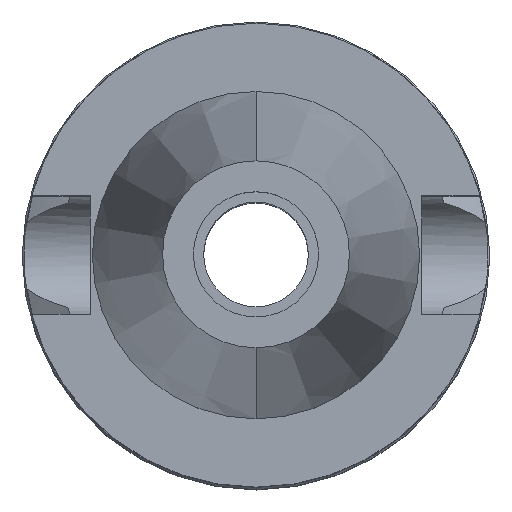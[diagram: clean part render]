
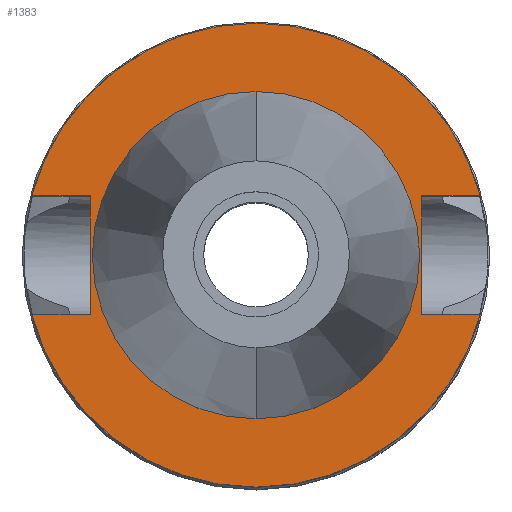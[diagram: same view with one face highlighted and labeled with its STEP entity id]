
A CAD part, top view. The second image highlights one B-rep face of the part: STEP entity #1383.
In plain terms, the highlighted planar face has unit normal (0, 0, 1).
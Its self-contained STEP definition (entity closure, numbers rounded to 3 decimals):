
#94=DIRECTION('',(0.,1.,0.));
#95=VECTOR('',#94,16.1);
#96=CARTESIAN_POINT('',(-22.5,-8.05,-2.));
#97=LINE('',#96,#95);
#101=DIRECTION('',(-1.,0.,0.));
#102=VECTOR('',#101,7.954);
#103=CARTESIAN_POINT('',(-22.5,8.05,-2.));
#104=LINE('',#103,#102);
#108=CARTESIAN_POINT('',(0.,0.,-2.));
#109=DIRECTION('',(0.,0.,-1.));
#110=DIRECTION('',(-0.967,0.256,0.));
#111=AXIS2_PLACEMENT_3D('',#108,#109,#110);
#116=CARTESIAN_POINT('',(0.,0.,-2.));
#117=DIRECTION('',(0.,0.,-1.));
#118=DIRECTION('',(0.,1.,0.));
#119=AXIS2_PLACEMENT_3D('',#116,#117,#118);
#124=DIRECTION('',(0.,-1.,0.));
#125=VECTOR('',#124,16.1);
#126=CARTESIAN_POINT('',(22.5,8.05,-2.));
#127=LINE('',#126,#125);
#131=DIRECTION('',(1.,0.,0.));
#132=VECTOR('',#131,7.954);
#133=CARTESIAN_POINT('',(22.5,-8.05,-2.));
#134=LINE('',#133,#132);
#138=CARTESIAN_POINT('',(0.,0.,-2.));
#139=DIRECTION('',(0.,0.,-1.));
#140=DIRECTION('',(0.967,-0.256,0.));
#141=AXIS2_PLACEMENT_3D('',#138,#139,#140);
#146=CARTESIAN_POINT('',(0.,0.,-2.));
#147=DIRECTION('',(0.,0.,-1.));
#148=DIRECTION('',(0.,-1.,0.));
#149=AXIS2_PLACEMENT_3D('',#146,#147,#148);
#154=CARTESIAN_POINT('',(0.,0.,-2.));
#155=DIRECTION('',(0.,0.,1.));
#156=DIRECTION('',(0.,-1.,0.));
#157=AXIS2_PLACEMENT_3D('',#154,#155,#156);
#162=CARTESIAN_POINT('',(0.,0.,-2.));
#163=DIRECTION('',(0.,0.,1.));
#164=DIRECTION('',(0.,1.,0.));
#165=AXIS2_PLACEMENT_3D('',#162,#163,#164);
#200=DIRECTION('',(-1.,0.,0.));
#201=VECTOR('',#200,7.954);
#202=CARTESIAN_POINT('',(-22.5,-8.05,-2.));
#203=LINE('',#202,#201);
#337=DIRECTION('',(1.,0.,0.));
#338=VECTOR('',#337,7.954);
#339=CARTESIAN_POINT('',(22.5,8.05,-2.));
#340=LINE('',#339,#338);
#1240=CARTESIAN_POINT('',(-22.5,-8.05,-2.));
#1241=VERTEX_POINT('',#1240);
#1242=CARTESIAN_POINT('',(-30.454,-8.05,-2.));
#1243=VERTEX_POINT('',#1242);
#1246=CARTESIAN_POINT('',(-22.5,8.05,-2.));
#1247=VERTEX_POINT('',#1246);
#1248=CARTESIAN_POINT('',(-30.454,8.05,-2.));
#1249=VERTEX_POINT('',#1248);
#1250=CARTESIAN_POINT('',(0.,31.5,-2.));
#1251=CARTESIAN_POINT('',(30.454,8.05,-2.));
#1252=VERTEX_POINT('',#1250);
#1253=VERTEX_POINT('',#1251);
#1254=CARTESIAN_POINT('',(22.5,8.05,-2.));
#1255=VERTEX_POINT('',#1254);
#1256=CARTESIAN_POINT('',(22.5,-8.05,-2.));
#1257=VERTEX_POINT('',#1256);
#1258=CARTESIAN_POINT('',(30.454,-8.05,-2.));
#1259=VERTEX_POINT('',#1258);
#1260=CARTESIAN_POINT('',(0.,-31.5,-2.));
#1261=VERTEX_POINT('',#1260);
#1262=CARTESIAN_POINT('',(0.,-22.225,-2.));
#1263=CARTESIAN_POINT('',(0.,22.225,-2.));
#1264=VERTEX_POINT('',#1262);
#1265=VERTEX_POINT('',#1263);
#1352=CARTESIAN_POINT('',(0.,0.,-2.));
#1353=DIRECTION('',(0.,0.,-1.));
#1354=DIRECTION('',(0.,-1.,0.));
#1355=AXIS2_PLACEMENT_3D('',#1352,#1353,#1354);
#1356=PLANE('',#1355);
#1358=ORIENTED_EDGE('',*,*,#1357,.T.);
#1360=ORIENTED_EDGE('',*,*,#1359,.T.);
#1362=ORIENTED_EDGE('',*,*,#1361,.T.);
#1364=ORIENTED_EDGE('',*,*,#1363,.T.);
#1366=ORIENTED_EDGE('',*,*,#1365,.F.);
#1368=ORIENTED_EDGE('',*,*,#1367,.T.);
#1370=ORIENTED_EDGE('',*,*,#1369,.T.);
#1372=ORIENTED_EDGE('',*,*,#1371,.T.);
#1374=ORIENTED_EDGE('',*,*,#1373,.T.);
#1376=ORIENTED_EDGE('',*,*,#1375,.F.);
#1377=EDGE_LOOP('',(#1358,#1360,#1362,#1364,#1366,#1368,#1370,#1372,#1374,
#1376));
#1378=FACE_OUTER_BOUND('',#1377,.F.);
#1379=ORIENTED_EDGE('',*,*,#1331,.T.);
#1380=ORIENTED_EDGE('',*,*,#1347,.T.);
#1381=EDGE_LOOP('',(#1379,#1380));
#1382=FACE_BOUND('',#1381,.F.);
#112=CIRCLE('',#111,31.5);
#120=CIRCLE('',#119,31.5);
#142=CIRCLE('',#141,31.5);
#150=CIRCLE('',#149,31.5);
#158=CIRCLE('',#157,22.225);
#166=CIRCLE('',#165,22.225);
#1331=EDGE_CURVE('',#1264,#1265,#158,.T.);
#1347=EDGE_CURVE('',#1265,#1264,#166,.T.);
#1357=EDGE_CURVE('',#1241,#1247,#97,.T.);
#1359=EDGE_CURVE('',#1247,#1249,#104,.T.);
#1361=EDGE_CURVE('',#1249,#1252,#112,.T.);
#1363=EDGE_CURVE('',#1252,#1253,#120,.T.);
#1365=EDGE_CURVE('',#1255,#1253,#340,.T.);
#1367=EDGE_CURVE('',#1255,#1257,#127,.T.);
#1369=EDGE_CURVE('',#1257,#1259,#134,.T.);
#1371=EDGE_CURVE('',#1259,#1261,#142,.T.);
#1373=EDGE_CURVE('',#1261,#1243,#150,.T.);
#1375=EDGE_CURVE('',#1241,#1243,#203,.T.);
#1383=ADVANCED_FACE('',(#1378,#1382),#1356,.F.);
